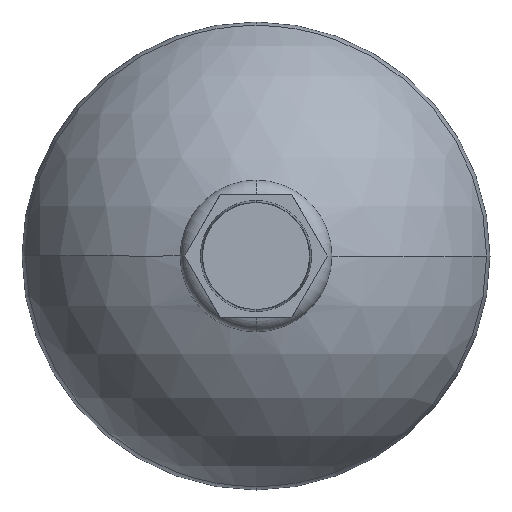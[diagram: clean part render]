
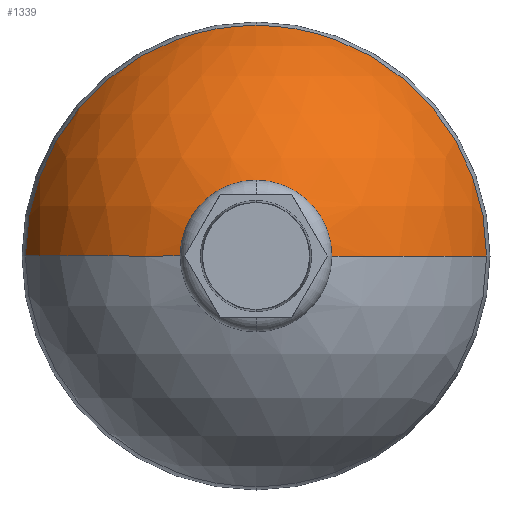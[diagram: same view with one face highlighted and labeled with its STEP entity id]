
A CAD part, front view. The second image highlights one B-rep face of the part: STEP entity #1339.
In plain terms, the highlighted spherical face has radius 88.9 mm.
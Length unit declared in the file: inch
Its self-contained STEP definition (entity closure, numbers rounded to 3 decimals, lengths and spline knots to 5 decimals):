
#1 = ORIENTED_EDGE ( 'NONE', *, *, #2308, .F. ) ;
#3 = CARTESIAN_POINT ( 'NONE',  ( -1.09362, 1.09413, 0. ) ) ;
#14 = SPHERICAL_SURFACE ( 'NONE', #1298, 3.5 ) ;
#74 = AXIS2_PLACEMENT_3D ( 'NONE', #2041, #1042, #1307 ) ;
#132 = VERTEX_POINT ( 'NONE', #675 ) ;
#217 = ORIENTED_EDGE ( 'NONE', *, *, #814, .T. ) ;
#261 = EDGE_CURVE ( 'NONE', #1553, #1010, #1183, .T. ) ;
#333 = CIRCLE ( 'NONE', #1027, 3.5 ) ;
#409 = EDGE_CURVE ( 'NONE', #2168, #1010, #930, .T. ) ;
#455 = AXIS2_PLACEMENT_3D ( 'NONE', #554, #692, #1802 ) ;
#467 = CIRCLE ( 'NONE', #832, 3.325 ) ;
#472 = DIRECTION ( 'NONE',  ( 0., 0., -1. ) ) ;
#542 = CARTESIAN_POINT ( 'NONE',  ( 0., 3.32602, 3.325 ) ) ;
#554 = CARTESIAN_POINT ( 'NONE',  ( 0., 4.41889, 0. ) ) ;
#579 = ORIENTED_EDGE ( 'NONE', *, *, #916, .T. ) ;
#619 = VERTEX_POINT ( 'NONE', #2515 ) ;
#642 = CARTESIAN_POINT ( 'NONE',  ( -3.325, 3.32602, 0. ) ) ;
#663 = DIRECTION ( 'NONE',  ( 0., -1., 0. ) ) ;
#675 = CARTESIAN_POINT ( 'NONE',  ( 3.325, 3.32602, 0. ) ) ;
#692 = DIRECTION ( 'NONE',  ( 0., 0., 1. ) ) ;
#775 = CARTESIAN_POINT ( 'NONE',  ( 0., 1.09413, 0. ) ) ;
#810 = CARTESIAN_POINT ( 'NONE',  ( 0., 3.32602, 0. ) ) ;
#814 = EDGE_CURVE ( 'NONE', #132, #2143, #467, .T. ) ;
#832 = AXIS2_PLACEMENT_3D ( 'NONE', #1493, #663, #472 ) ;
#839 = DIRECTION ( 'NONE',  ( -1., 0., 0. ) ) ;
#916 = EDGE_CURVE ( 'NONE', #2143, #1553, #958, .T. ) ;
#930 = CIRCLE ( 'NONE', #2228, 1.09362 ) ;
#958 = CIRCLE ( 'NONE', #1519, 3.325 ) ;
#1010 = VERTEX_POINT ( 'NONE', #3 ) ;
#1024 = DIRECTION ( 'NONE',  ( 0., -1., 0. ) ) ;
#1027 = AXIS2_PLACEMENT_3D ( 'NONE', #2245, #2043, #839 ) ;
#1042 = DIRECTION ( 'NONE',  ( 0., -1., 0. ) ) ;
#1083 = DIRECTION ( 'NONE',  ( 0., 0., -1. ) ) ;
#1111 = ORIENTED_EDGE ( 'NONE', *, *, #409, .F. ) ;
#1149 = FACE_OUTER_BOUND ( 'NONE', #1853, .T. ) ;
#1183 = CIRCLE ( 'NONE', #455, 3.5 ) ;
#1298 = AXIS2_PLACEMENT_3D ( 'NONE', #2172, #2564, #1575 ) ;
#1307 = DIRECTION ( 'NONE',  ( 0., 0., -1. ) ) ;
#1339 = ADVANCED_FACE ( 'NONE', ( #1149 ), #14, .T. ) ;
#1447 = ORIENTED_EDGE ( 'NONE', *, *, #261, .T. ) ;
#1493 = CARTESIAN_POINT ( 'NONE',  ( 0., 3.32602, 0. ) ) ;
#1519 = AXIS2_PLACEMENT_3D ( 'NONE', #810, #1024, #2428 ) ;
#1553 = VERTEX_POINT ( 'NONE', #642 ) ;
#1575 = DIRECTION ( 'NONE',  ( 1., 0., 0. ) ) ;
#1802 = DIRECTION ( 'NONE',  ( 1., 0., 0. ) ) ;
#1853 = EDGE_LOOP ( 'NONE', ( #217, #579, #1447, #1111, #1, #2547 ) ) ;
#1997 = CIRCLE ( 'NONE', #74, 1.09362 ) ;
#1998 = EDGE_CURVE ( 'NONE', #132, #619, #333, .T. ) ;
#2041 = CARTESIAN_POINT ( 'NONE',  ( 0., 1.09413, 0. ) ) ;
#2043 = DIRECTION ( 'NONE',  ( 0., 0., -1. ) ) ;
#2143 = VERTEX_POINT ( 'NONE', #542 ) ;
#2168 = VERTEX_POINT ( 'NONE', #2531 ) ;
#2172 = CARTESIAN_POINT ( 'NONE',  ( 0., 4.41889, 0. ) ) ;
#2228 = AXIS2_PLACEMENT_3D ( 'NONE', #775, #2331, #1083 ) ;
#2245 = CARTESIAN_POINT ( 'NONE',  ( 0., 4.41889, 0. ) ) ;
#2308 = EDGE_CURVE ( 'NONE', #619, #2168, #1997, .T. ) ;
#2331 = DIRECTION ( 'NONE',  ( 0., -1., 0. ) ) ;
#2428 = DIRECTION ( 'NONE',  ( 0., 0., -1. ) ) ;
#2515 = CARTESIAN_POINT ( 'NONE',  ( 1.09362, 1.09413, 0. ) ) ;
#2531 = CARTESIAN_POINT ( 'NONE',  ( 0., 1.09413, 1.09362 ) ) ;
#2547 = ORIENTED_EDGE ( 'NONE', *, *, #1998, .F. ) ;
#2564 = DIRECTION ( 'NONE',  ( 0., 0., 1. ) ) ;
